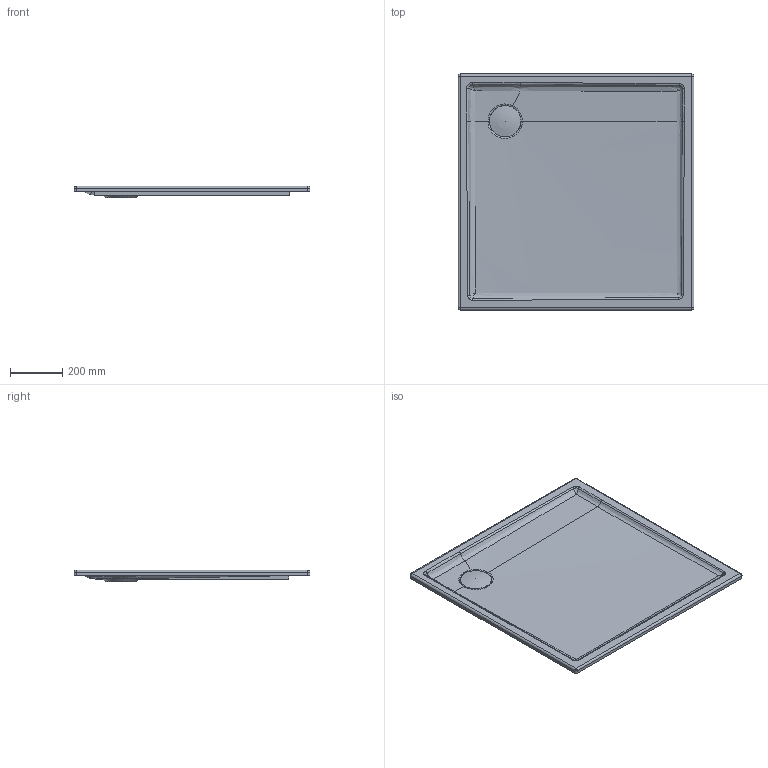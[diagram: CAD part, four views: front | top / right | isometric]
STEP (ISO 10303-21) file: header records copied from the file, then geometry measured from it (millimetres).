
FILE_DESCRIPTION((''),'2;1');
FILE_NAME('720115.stp','2013-06-27T20:20:00',('Administrator'),(''),'Autodesk Inventor 2011','Autodesk Inventor 2011','');
FILE_SCHEMA(('CONFIG_CONTROL_DESIGN'));
Length unit declared in the file: millimetre
Products named in the file (3): 720115; Stopfen_120
Assembly tree (2 placements, depth 2):
  720115
    720115
    Stopfen_120
Bounding box: 900 x 900 x 45 mm (x, y, z)
Volume: 9715436.8 mm3; surface area: 2826406.7 mm2
Topology: 3 solids, 3 shells, 111 faces, 256 edges, 145 vertices
Faces by surface type: bspline 49, plane 23, cylinder 21, cone 10, sphere 8
Full cylindrical faces by diameter (mm): 46.019 x1, 59.187 x1, 72.614 x1, 90 x1
Entity records: 10890 total; most frequent: CARTESIAN_POINT 8647, ORIENTED_EDGE 460, DIRECTION 339, EDGE_CURVE 230, AXIS2_PLACEMENT_3D 141, VERTEX_POINT 136, EDGE_LOOP 124, FACE_OUTER_BOUND 111
